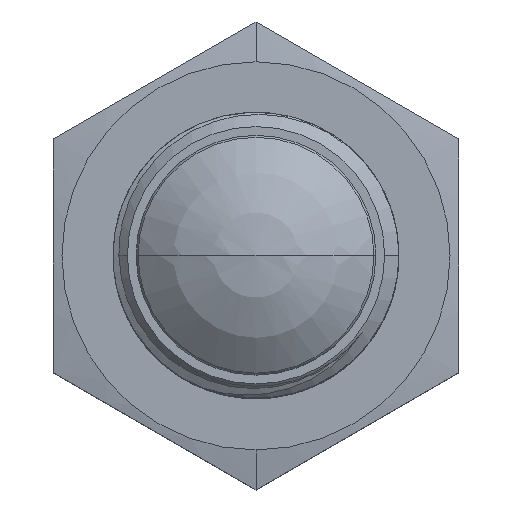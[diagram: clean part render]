
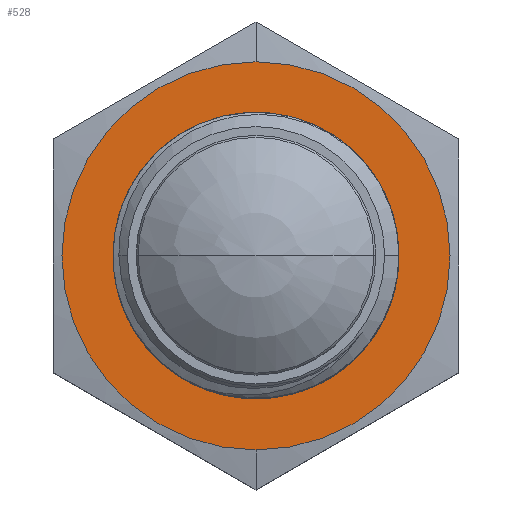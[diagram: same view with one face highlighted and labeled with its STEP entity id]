
A CAD part, top view. The second image highlights one B-rep face of the part: STEP entity #528.
In plain terms, the highlighted planar face has unit normal (0, 0, 1).
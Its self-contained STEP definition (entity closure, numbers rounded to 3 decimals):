
#237=CARTESIAN_POINT('',(0.,0.,1.5));
#238=DIRECTION('',(0.,0.,-1.));
#239=DIRECTION('',(0.,1.,0.));
#240=AXIS2_PLACEMENT_3D('',#237,#238,#239);
#242=CARTESIAN_POINT('',(0.,0.,1.5));
#243=DIRECTION('',(0.,0.,-1.));
#244=DIRECTION('',(0.,-1.,0.));
#245=AXIS2_PLACEMENT_3D('',#242,#243,#244);
#247=CARTESIAN_POINT('',(0.,0.,1.5));
#248=DIRECTION('',(0.,0.,1.));
#249=DIRECTION('',(-1.,0.,0.));
#250=AXIS2_PLACEMENT_3D('',#247,#248,#249);
#252=CARTESIAN_POINT('',(0.,0.,1.5));
#253=DIRECTION('',(0.,0.,1.));
#254=DIRECTION('',(1.,0.,0.));
#255=AXIS2_PLACEMENT_3D('',#252,#253,#254);
#349=CARTESIAN_POINT('',(0.,-8.144,1.5));
#350=CARTESIAN_POINT('',(0.,8.144,1.5));
#351=VERTEX_POINT('',#349);
#352=VERTEX_POINT('',#350);
#353=CARTESIAN_POINT('',(-5.5,0.,1.5));
#354=CARTESIAN_POINT('',(5.5,0.,1.5));
#355=VERTEX_POINT('',#353);
#356=VERTEX_POINT('',#354);
#512=CARTESIAN_POINT('',(0.,0.,1.5));
#513=DIRECTION('',(0.,0.,1.));
#514=DIRECTION('',(1.,0.,0.));
#515=AXIS2_PLACEMENT_3D('',#512,#513,#514);
#516=PLANE('',#515);
#518=ORIENTED_EDGE('',*,*,#517,.T.);
#519=ORIENTED_EDGE('',*,*,#500,.T.);
#520=EDGE_LOOP('',(#518,#519));
#521=FACE_OUTER_BOUND('',#520,.F.);
#523=ORIENTED_EDGE('',*,*,#522,.T.);
#525=ORIENTED_EDGE('',*,*,#524,.T.);
#526=EDGE_LOOP('',(#523,#525));
#527=FACE_BOUND('',#526,.F.);
#241=CIRCLE('',#240,8.144);
#246=CIRCLE('',#245,8.144);
#251=CIRCLE('',#250,5.5);
#256=CIRCLE('',#255,5.5);
#500=EDGE_CURVE('',#351,#352,#246,.T.);
#517=EDGE_CURVE('',#352,#351,#241,.T.);
#522=EDGE_CURVE('',#355,#356,#251,.T.);
#524=EDGE_CURVE('',#356,#355,#256,.T.);
#528=ADVANCED_FACE('',(#521,#527),#516,.T.);
